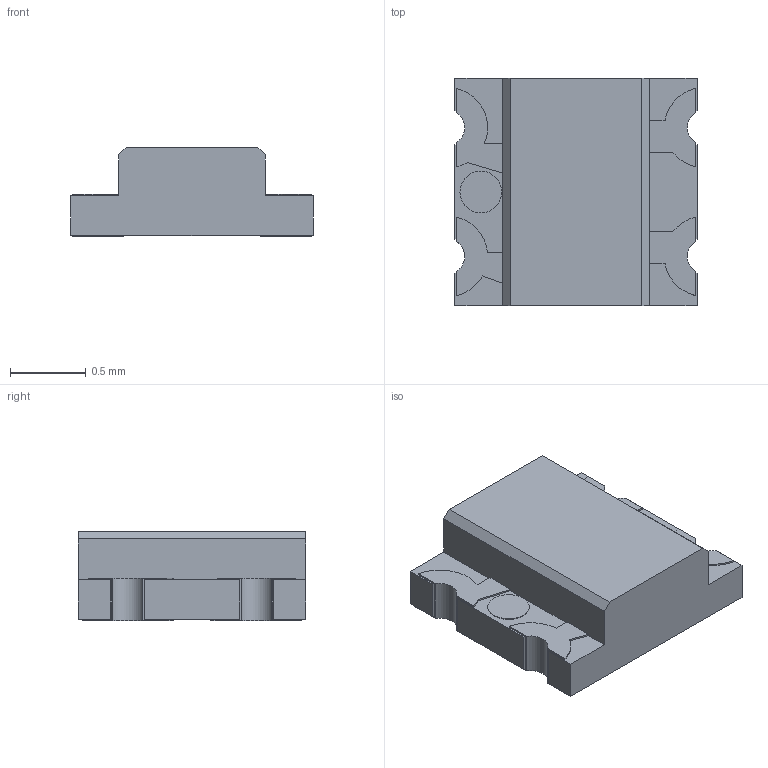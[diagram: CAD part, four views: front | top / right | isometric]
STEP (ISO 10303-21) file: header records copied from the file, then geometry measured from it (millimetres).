
FILE_DESCRIPTION(('Open CASCADE Model'),'2;1');
FILE_NAME('Open CASCADE Shape Model','2025-03-22T14:05:26',('Author'),( 'Open CASCADE'),'Open CASCADE STEP processor 7.6','Open CASCADE 7.6' ,'Unknown');
FILE_SCHEMA(('AUTOMOTIVE_DESIGN { 1 0 10303 214 1 1 1 1 }'));
Length unit declared in the file: millimetre
Products named in the file (1): SOLID
Bounding box: 1.6 x 1.5 x 0.59 mm (x, y, z)
Volume: 1.1 mm3; surface area: 8 mm2
Topology: 1 solids, 1 shells, 312 faces, 867 edges, 578 vertices
Faces by surface type: bspline 312
Entity records: 11965 total; most frequent: CARTESIAN_POINT 4489, ORIENTED_EDGE 1734, EDGE_CURVE 867, B_SPLINE_CURVE_WITH_KNOTS 817, VERTEX_POINT 578, FACE_BOUND 333, EDGE_LOOP 333, PRESENTATION_STYLE_ASSIGNMENT 313
